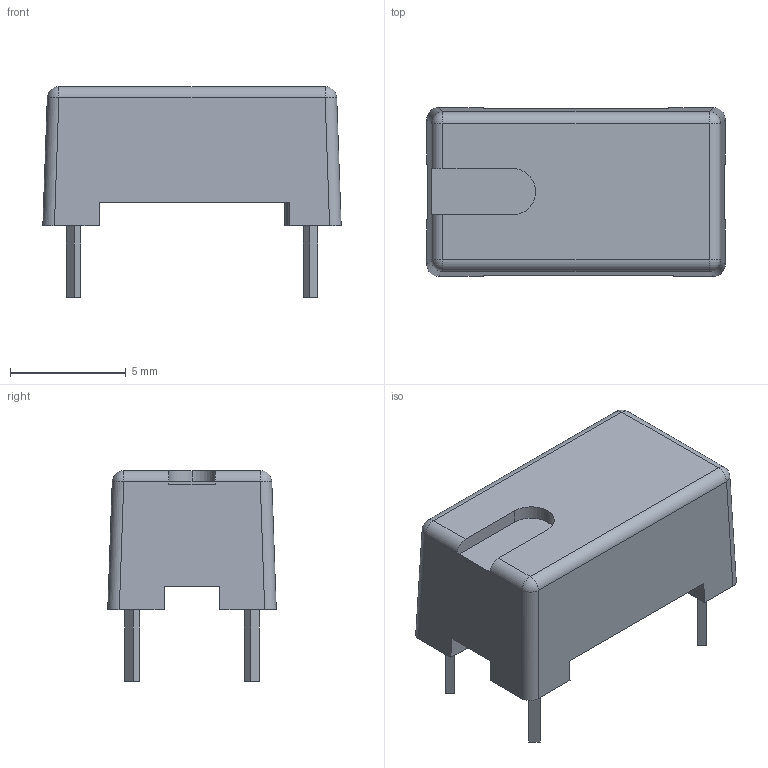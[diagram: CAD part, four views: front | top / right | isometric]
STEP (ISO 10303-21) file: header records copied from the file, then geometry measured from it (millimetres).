
FILE_DESCRIPTION (( 'STEP AP214' ), '1' );
FILE_NAME ('5CCD0BBC-3D65-4DF7-B647-5C34911AD91D.STEP', '2023-11-25T21:05:42', ( '' ), ( '' ), 'SwSTEP 2.0', 'SolidWorks 2022', '' );
FILE_SCHEMA (( 'AUTOMOTIVE_DESIGN' ));
Length unit declared in the file: millimetre
Products named in the file (1): 5CCD0BBC-3D65-4DF7-B647-5C34911AD91D
Bounding box: 12.87 x 7.27 x 9.1 mm (x, y, z)
Volume: 460.7 mm3; surface area: 426.5 mm2
Topology: 1 solids, 1 shells, 61 faces, 151 edges, 96 vertices
Faces by surface type: plane 42, cylinder 15, sphere 4
Entity records: 2033 total; most frequent: CARTESIAN_POINT 321, ORIENTED_EDGE 302, DIRECTION 297, EDGE_CURVE 151, VECTOR 121, LINE 121, VERTEX_POINT 96, AXIS2_PLACEMENT_3D 88
